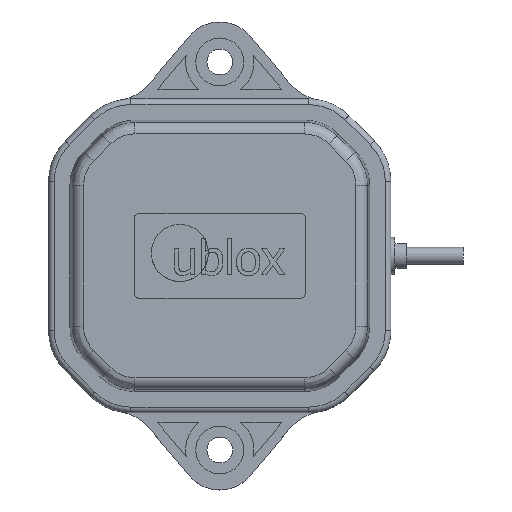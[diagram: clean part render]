
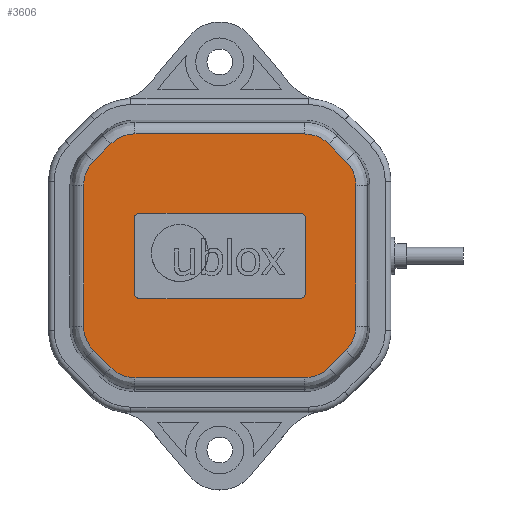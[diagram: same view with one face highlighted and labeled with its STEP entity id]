
A CAD part, top view. The second image highlights one B-rep face of the part: STEP entity #3606.
In plain terms, the highlighted planar face has unit normal (0, 0, 1).
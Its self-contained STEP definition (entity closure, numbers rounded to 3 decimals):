
#39=ELLIPSE('',#3825,6.017,6.);
#42=ELLIPSE('',#3832,6.017,6.);
#44=ELLIPSE('',#3837,6.017,6.);
#46=ELLIPSE('',#3842,6.017,6.);
#48=ELLIPSE('',#3847,6.017,6.);
#50=ELLIPSE('',#3852,6.017,6.);
#52=ELLIPSE('',#3857,6.017,6.);
#54=ELLIPSE('',#3862,6.017,6.);
#136=FACE_BOUND('',#540,.T.);
#315=FACE_OUTER_BOUND('',#539,.T.);
#539=EDGE_LOOP('',(#2664,#2665,#2666,#2667,#2668,#2669,#2670,#2671,#2672,
#2673,#2674,#2675,#2676,#2677,#2678,#2679));
#540=EDGE_LOOP('',(#2680,#2681,#2682,#2683,#2684,#2685,#2686,#2687));
#783=LINE('',#5655,#1089);
#785=LINE('',#5686,#1091);
#787=LINE('',#5717,#1093);
#789=LINE('',#5748,#1095);
#791=LINE('',#5779,#1097);
#793=LINE('',#5810,#1099);
#795=LINE('',#5841,#1101);
#797=LINE('',#5869,#1103);
#811=LINE('',#5907,#1117);
#812=LINE('',#5911,#1118);
#813=LINE('',#5915,#1119);
#814=LINE('',#5919,#1120);
#1089=VECTOR('',#4308,10.);
#1091=VECTOR('',#4320,10.);
#1093=VECTOR('',#4332,10.);
#1095=VECTOR('',#4344,10.);
#1097=VECTOR('',#4356,10.);
#1099=VECTOR('',#4368,10.);
#1101=VECTOR('',#4380,10.);
#1103=VECTOR('',#4390,10.);
#1117=VECTOR('',#4430,10.);
#1118=VECTOR('',#4433,10.);
#1119=VECTOR('',#4436,10.);
#1120=VECTOR('',#4439,10.);
#1357=CIRCLE('',#3877,1.);
#1358=CIRCLE('',#3878,1.);
#1359=CIRCLE('',#3879,1.);
#1360=CIRCLE('',#3880,1.);
#1560=VERTEX_POINT('',#5643);
#1561=VERTEX_POINT('',#5645);
#1563=VERTEX_POINT('',#5651);
#1565=VERTEX_POINT('',#5676);
#1567=VERTEX_POINT('',#5682);
#1569=VERTEX_POINT('',#5707);
#1571=VERTEX_POINT('',#5713);
#1573=VERTEX_POINT('',#5738);
#1575=VERTEX_POINT('',#5744);
#1577=VERTEX_POINT('',#5769);
#1579=VERTEX_POINT('',#5775);
#1581=VERTEX_POINT('',#5800);
#1583=VERTEX_POINT('',#5806);
#1585=VERTEX_POINT('',#5831);
#1587=VERTEX_POINT('',#5837);
#1589=VERTEX_POINT('',#5862);
#1600=VERTEX_POINT('',#5905);
#1601=VERTEX_POINT('',#5906);
#1602=VERTEX_POINT('',#5908);
#1603=VERTEX_POINT('',#5910);
#1604=VERTEX_POINT('',#5912);
#1605=VERTEX_POINT('',#5914);
#1606=VERTEX_POINT('',#5916);
#1607=VERTEX_POINT('',#5918);
#1933=EDGE_CURVE('',#1560,#1561,#39,.T.);
#1938=EDGE_CURVE('',#1561,#1563,#783,.T.);
#1941=EDGE_CURVE('',#1563,#1565,#42,.T.);
#1944=EDGE_CURVE('',#1565,#1567,#785,.T.);
#1947=EDGE_CURVE('',#1567,#1569,#44,.T.);
#1950=EDGE_CURVE('',#1569,#1571,#787,.T.);
#1953=EDGE_CURVE('',#1571,#1573,#46,.T.);
#1956=EDGE_CURVE('',#1573,#1575,#789,.T.);
#1959=EDGE_CURVE('',#1575,#1577,#48,.T.);
#1962=EDGE_CURVE('',#1577,#1579,#791,.T.);
#1965=EDGE_CURVE('',#1579,#1581,#50,.T.);
#1968=EDGE_CURVE('',#1581,#1583,#793,.T.);
#1971=EDGE_CURVE('',#1583,#1585,#52,.T.);
#1974=EDGE_CURVE('',#1585,#1587,#795,.T.);
#1977=EDGE_CURVE('',#1587,#1589,#54,.T.);
#1979=EDGE_CURVE('',#1589,#1560,#797,.T.);
#1997=EDGE_CURVE('',#1600,#1601,#811,.T.);
#1998=EDGE_CURVE('',#1601,#1602,#1357,.T.);
#1999=EDGE_CURVE('',#1602,#1603,#812,.T.);
#2000=EDGE_CURVE('',#1603,#1604,#1358,.T.);
#2001=EDGE_CURVE('',#1604,#1605,#813,.T.);
#2002=EDGE_CURVE('',#1605,#1606,#1359,.T.);
#2003=EDGE_CURVE('',#1606,#1607,#814,.T.);
#2004=EDGE_CURVE('',#1607,#1600,#1360,.T.);
#2664=ORIENTED_EDGE('',*,*,#1933,.F.);
#2665=ORIENTED_EDGE('',*,*,#1979,.F.);
#2666=ORIENTED_EDGE('',*,*,#1977,.F.);
#2667=ORIENTED_EDGE('',*,*,#1974,.F.);
#2668=ORIENTED_EDGE('',*,*,#1971,.F.);
#2669=ORIENTED_EDGE('',*,*,#1968,.F.);
#2670=ORIENTED_EDGE('',*,*,#1965,.F.);
#2671=ORIENTED_EDGE('',*,*,#1962,.F.);
#2672=ORIENTED_EDGE('',*,*,#1959,.F.);
#2673=ORIENTED_EDGE('',*,*,#1956,.F.);
#2674=ORIENTED_EDGE('',*,*,#1953,.F.);
#2675=ORIENTED_EDGE('',*,*,#1950,.F.);
#2676=ORIENTED_EDGE('',*,*,#1947,.F.);
#2677=ORIENTED_EDGE('',*,*,#1944,.F.);
#2678=ORIENTED_EDGE('',*,*,#1941,.F.);
#2679=ORIENTED_EDGE('',*,*,#1938,.F.);
#2680=ORIENTED_EDGE('',*,*,#1997,.T.);
#2681=ORIENTED_EDGE('',*,*,#1998,.T.);
#2682=ORIENTED_EDGE('',*,*,#1999,.T.);
#2683=ORIENTED_EDGE('',*,*,#2000,.T.);
#2684=ORIENTED_EDGE('',*,*,#2001,.T.);
#2685=ORIENTED_EDGE('',*,*,#2002,.T.);
#2686=ORIENTED_EDGE('',*,*,#2003,.T.);
#2687=ORIENTED_EDGE('',*,*,#2004,.T.);
#3472=PLANE('',#3876);
#3606=ADVANCED_FACE('',(#315,#136),#3472,.T.);
#3825=AXIS2_PLACEMENT_3D('',#5646,#4297,#4298);
#3832=AXIS2_PLACEMENT_3D('',#5680,#4313,#4314);
#3837=AXIS2_PLACEMENT_3D('',#5711,#4325,#4326);
#3842=AXIS2_PLACEMENT_3D('',#5742,#4337,#4338);
#3847=AXIS2_PLACEMENT_3D('',#5773,#4349,#4350);
#3852=AXIS2_PLACEMENT_3D('',#5804,#4361,#4362);
#3857=AXIS2_PLACEMENT_3D('',#5835,#4373,#4374);
#3862=AXIS2_PLACEMENT_3D('',#5866,#4385,#4386);
#3876=AXIS2_PLACEMENT_3D('',#5904,#4428,#4429);
#3877=AXIS2_PLACEMENT_3D('',#5909,#4431,#4432);
#3878=AXIS2_PLACEMENT_3D('',#5913,#4434,#4435);
#3879=AXIS2_PLACEMENT_3D('',#5917,#4437,#4438);
#3880=AXIS2_PLACEMENT_3D('',#5920,#4440,#4441);
#4297=DIRECTION('center_axis',(0.,0.,-1.));
#4298=DIRECTION('ref_axis',(-0.924,0.383,0.));
#4308=DIRECTION('',(0.707,0.707,0.));
#4313=DIRECTION('center_axis',(0.,0.,-1.));
#4314=DIRECTION('ref_axis',(-0.383,0.924,0.));
#4320=DIRECTION('',(1.,0.,0.));
#4325=DIRECTION('center_axis',(0.,0.,-1.));
#4326=DIRECTION('ref_axis',(0.383,0.924,0.));
#4332=DIRECTION('',(0.707,-0.707,0.));
#4337=DIRECTION('center_axis',(0.,0.,-1.));
#4338=DIRECTION('ref_axis',(0.924,0.383,0.));
#4344=DIRECTION('',(0.,-1.,0.));
#4349=DIRECTION('center_axis',(0.,0.,-1.));
#4350=DIRECTION('ref_axis',(0.924,-0.383,0.));
#4356=DIRECTION('',(-0.707,-0.707,0.));
#4361=DIRECTION('center_axis',(0.,0.,-1.));
#4362=DIRECTION('ref_axis',(0.383,-0.924,0.));
#4368=DIRECTION('',(-1.,0.,0.));
#4373=DIRECTION('center_axis',(0.,0.,-1.));
#4374=DIRECTION('ref_axis',(-0.383,-0.924,0.));
#4380=DIRECTION('',(-0.707,0.707,0.));
#4385=DIRECTION('center_axis',(0.,0.,-1.));
#4386=DIRECTION('ref_axis',(-0.924,-0.383,0.));
#4390=DIRECTION('',(0.,1.,0.));
#4428=DIRECTION('center_axis',(0.,0.,1.));
#4429=DIRECTION('ref_axis',(1.,0.,0.));
#4430=DIRECTION('',(0.,-1.,0.));
#4431=DIRECTION('center_axis',(0.,0.,-1.));
#4432=DIRECTION('ref_axis',(0.,-1.,0.));
#4433=DIRECTION('',(-1.,0.,0.));
#4434=DIRECTION('center_axis',(0.,0.,-1.));
#4435=DIRECTION('ref_axis',(-1.,0.,0.));
#4436=DIRECTION('',(0.,1.,0.));
#4437=DIRECTION('center_axis',(0.,0.,-1.));
#4438=DIRECTION('ref_axis',(0.,1.,0.));
#4439=DIRECTION('',(1.,0.,0.));
#4440=DIRECTION('center_axis',(0.,0.,-1.));
#4441=DIRECTION('ref_axis',(1.,0.,0.));
#5643=CARTESIAN_POINT('',(-23.861,12.354,22.5));
#5645=CARTESIAN_POINT('',(-22.107,16.586,22.5));
#5646=CARTESIAN_POINT('Origin',(-17.846,12.342,22.5));
#5651=CARTESIAN_POINT('',(-19.086,19.607,22.5));
#5655=CARTESIAN_POINT('',(-21.954,16.74,22.5));
#5676=CARTESIAN_POINT('',(-14.854,21.361,22.5));
#5680=CARTESIAN_POINT('Origin',(-14.842,15.346,22.5));
#5682=CARTESIAN_POINT('',(14.854,21.361,22.5));
#5686=CARTESIAN_POINT('',(-9.161,21.361,22.5));
#5707=CARTESIAN_POINT('',(19.086,19.607,22.5));
#5711=CARTESIAN_POINT('Origin',(14.842,15.346,22.5));
#5713=CARTESIAN_POINT('',(22.107,16.586,22.5));
#5717=CARTESIAN_POINT('',(17.99,20.704,22.5));
#5738=CARTESIAN_POINT('',(23.861,12.354,22.5));
#5742=CARTESIAN_POINT('Origin',(17.846,12.342,22.5));
#5744=CARTESIAN_POINT('',(23.861,-12.354,22.5));
#5748=CARTESIAN_POINT('',(23.861,7.911,22.5));
#5769=CARTESIAN_POINT('',(22.107,-16.586,22.5));
#5773=CARTESIAN_POINT('Origin',(17.846,-12.342,22.5));
#5775=CARTESIAN_POINT('',(19.086,-19.607,22.5));
#5779=CARTESIAN_POINT('',(21.954,-16.74,22.5));
#5800=CARTESIAN_POINT('',(14.854,-21.361,22.5));
#5804=CARTESIAN_POINT('Origin',(14.842,-15.346,22.5));
#5806=CARTESIAN_POINT('',(-14.854,-21.361,22.5));
#5810=CARTESIAN_POINT('',(9.161,-21.361,22.5));
#5831=CARTESIAN_POINT('',(-19.086,-19.607,22.5));
#5835=CARTESIAN_POINT('Origin',(-14.842,-15.346,22.5));
#5837=CARTESIAN_POINT('',(-22.107,-16.586,22.5));
#5841=CARTESIAN_POINT('',(-17.99,-20.704,22.5));
#5862=CARTESIAN_POINT('',(-23.861,-12.354,22.5));
#5866=CARTESIAN_POINT('Origin',(-17.846,-12.342,22.5));
#5869=CARTESIAN_POINT('',(-23.861,-7.911,22.5));
#5904=CARTESIAN_POINT('Origin',(0.,0.,
22.5));
#5905=CARTESIAN_POINT('',(15.,6.5,22.5));
#5906=CARTESIAN_POINT('',(15.,-6.5,22.5));
#5907=CARTESIAN_POINT('',(15.,3.25,22.5));
#5908=CARTESIAN_POINT('',(14.,-7.5,22.5));
#5909=CARTESIAN_POINT('Origin',(14.,-6.5,22.5));
#5910=CARTESIAN_POINT('',(-14.,-7.5,22.5));
#5911=CARTESIAN_POINT('',(7.,-7.5,22.5));
#5912=CARTESIAN_POINT('',(-15.,-6.5,22.5));
#5913=CARTESIAN_POINT('Origin',(-14.,-6.5,22.5));
#5914=CARTESIAN_POINT('',(-15.,6.5,22.5));
#5915=CARTESIAN_POINT('',(-15.,-3.25,22.5));
#5916=CARTESIAN_POINT('',(-14.,7.5,22.5));
#5917=CARTESIAN_POINT('Origin',(-14.,6.5,22.5));
#5918=CARTESIAN_POINT('',(14.,7.5,22.5));
#5919=CARTESIAN_POINT('',(-7.,7.5,22.5));
#5920=CARTESIAN_POINT('Origin',(14.,6.5,22.5));
